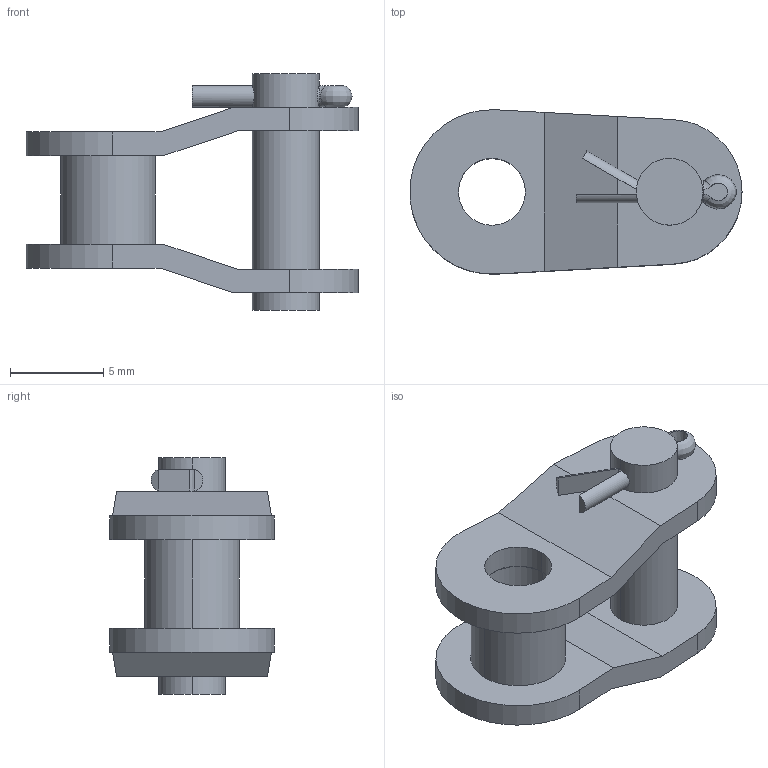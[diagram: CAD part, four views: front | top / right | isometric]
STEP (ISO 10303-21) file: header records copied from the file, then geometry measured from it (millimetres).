
FILE_DESCRIPTION (( 'STEP AP214' ), '1' );
FILE_NAME ('WCP-0772 Rev1.step', '2022-11-28T20:14:06', ( '' ), ( '' ), 'SwSTEP 2.0', 'SolidWorks 2020', '' );
FILE_SCHEMA (( 'AUTOMOTIVE_DESIGN' ));
Length unit declared in the file: inch
Products named in the file (1): WCP-0772 Rev1
Bounding box: 17.79 x 8.8 x 12.7 mm (x, y, z)
Volume: 469.8 mm3; surface area: 982.6 mm2
Topology: 4 solids, 4 shells, 62 faces, 154 edges, 96 vertices
Faces by surface type: cylinder 31, plane 25, torus 4, bspline 2
Entity records: 2264 total; most frequent: CARTESIAN_POINT 687, DIRECTION 314, ORIENTED_EDGE 308, EDGE_CURVE 154, AXIS2_PLACEMENT_3D 117, VERTEX_POINT 96, VECTOR 80, LINE 80
